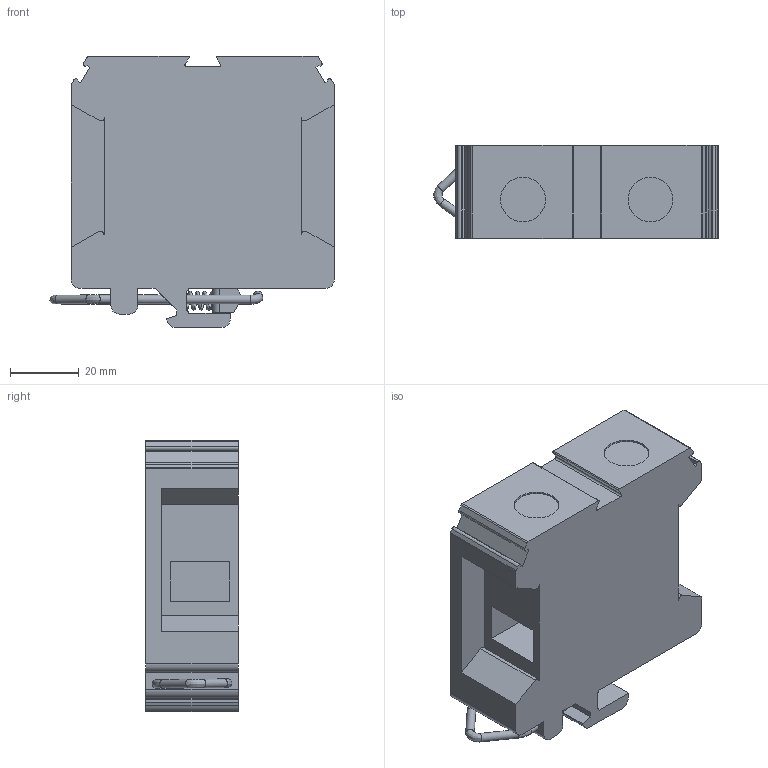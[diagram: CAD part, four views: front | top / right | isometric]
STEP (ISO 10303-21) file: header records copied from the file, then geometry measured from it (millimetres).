
FILE_DESCRIPTION(/* description */ ('Unknown'),/* implementation_level */ '2;1');
FILE_NAME(/* name */ 'CST70_KH_3D_SOLID',/* time_stamp */ '2024-11-21T12:23:56+06:00',/* author */ ('Unknown'),/* organization */ ('Unknown'),/* preprocessor_version */ 'ST-DEVELOPER v16.7',/* originating_system */ 'Solid Edge',/* authorisation */ 'Unknown');
FILE_SCHEMA (('AUTOMOTIVE_DESIGN {1 0 10303 214 3 1 1}'));
Length unit declared in the file: millimetre
Products named in the file (1): CST70_KH_3D_SOLID
Bounding box: 82.54 x 27 x 78.7 mm (x, y, z)
Volume: 115856.9 mm3; surface area: 25099.4 mm2
Topology: 1 solids, 2 shells, 138 faces, 396 edges, 264 vertices
Faces by surface type: plane 83, cylinder 43, torus 5, bspline 4, sphere 2, cone 1
Full cylindrical faces by diameter (mm): 0.7 x1, 2.5 x10, 13 x2
Entity records: 6482 total; most frequent: CARTESIAN_POINT 2006, ORIENTED_EDGE 712, DIRECTION 700, EDGE_CURVE 356, VERTEX_POINT 250, LINE 250, VECTOR 250, AXIS2_PLACEMENT_3D 225
